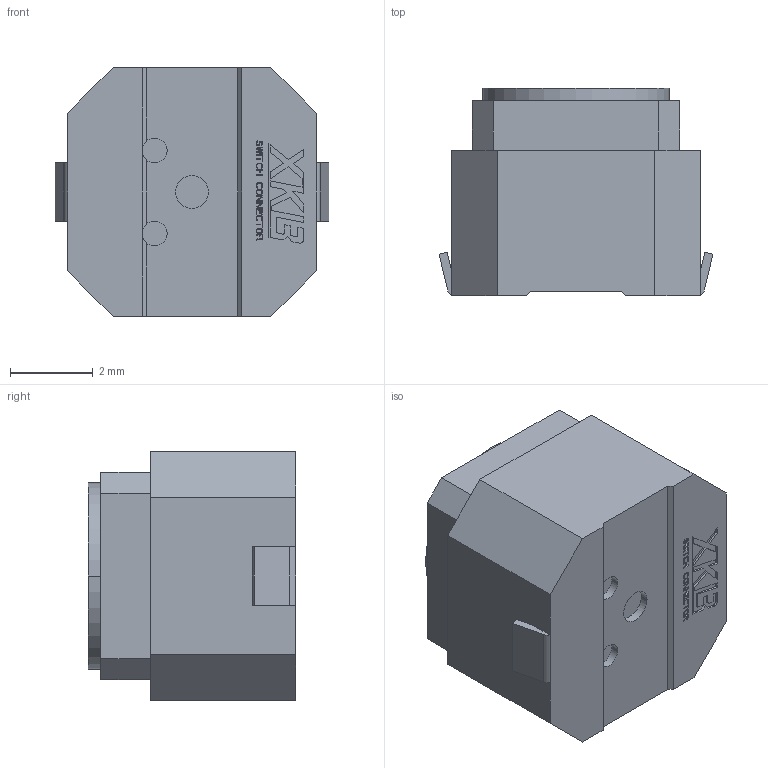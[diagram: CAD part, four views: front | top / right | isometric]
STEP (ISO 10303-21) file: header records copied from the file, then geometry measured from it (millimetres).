
FILE_DESCRIPTION((''),'2;1');
FILE_NAME('TS-1199A-X-B','2019-11-26T',('Administrator'),(''),'PRO/ENGINEER BY PARAMETRIC TECHNOLOGY CORPORATION, 2010280','PRO/ENGINEER BY PARAMETRIC TECHNOLOGY CORPORATION, 2010280','');
FILE_SCHEMA(('CONFIG_CONTROL_DESIGN'));
Length unit declared in the file: millimetre
Products named in the file (1): TS-1199A-X-B
Bounding box: 6.6 x 5 x 6 mm (x, y, z)
Volume: 150.5 mm3; surface area: 175.6 mm2
Topology: 1 solids, 1 shells, 483 faces, 1366 edges, 909 vertices
Faces by surface type: plane 469, cylinder 14
Entity records: 15364 total; most frequent: CARTESIAN_POINT 2773, ORIENTED_EDGE 2732, DIRECTION 2354, EDGE_CURVE 1366, VECTOR 1334, LINE 1334, VERTEX_POINT 909, AXIS2_PLACEMENT_3D 510
